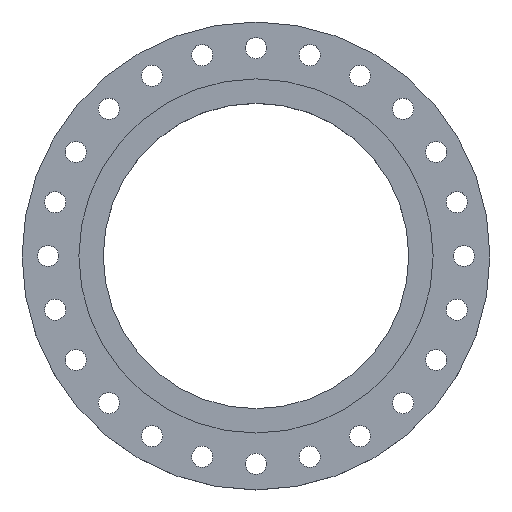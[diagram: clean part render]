
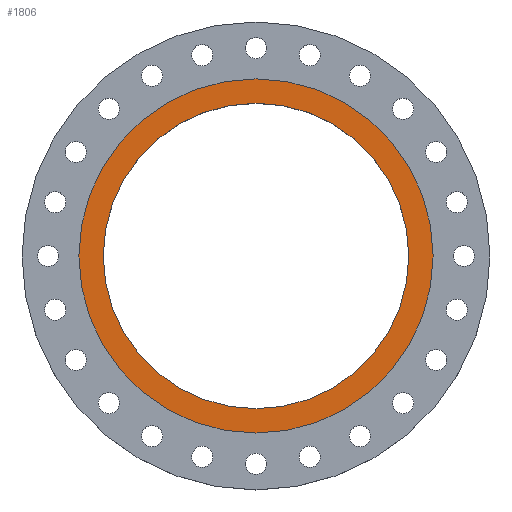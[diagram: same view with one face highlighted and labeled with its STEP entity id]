
A CAD part, top view. The second image highlights one B-rep face of the part: STEP entity #1806.
In plain terms, the highlighted planar face has unit normal (0, 0, 1).
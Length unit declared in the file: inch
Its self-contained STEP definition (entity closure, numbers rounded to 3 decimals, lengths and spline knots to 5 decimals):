
#45 = AXIS2_PLACEMENT_3D ( 'NONE', #1958, #1269, #336 ) ;
#188 = FACE_BOUND ( 'NONE', #1475, .T. ) ;
#246 = PLANE ( 'NONE',  #468 ) ;
#257 = ORIENTED_EDGE ( 'NONE', *, *, #1284, .F. ) ;
#294 = CARTESIAN_POINT ( 'NONE',  ( -13.625, 0., 0. ) ) ;
#319 = CIRCLE ( 'NONE', #1521, 11.75 ) ;
#336 = DIRECTION ( 'NONE',  ( 1., 0., 0. ) ) ;
#346 = CIRCLE ( 'NONE', #1623, 11.75 ) ;
#407 = DIRECTION ( 'NONE',  ( 0., 0., -1. ) ) ;
#468 = AXIS2_PLACEMENT_3D ( 'NONE', #2231, #407, #1809 ) ;
#540 = EDGE_CURVE ( 'NONE', #1561, #2295, #579, .T. ) ;
#579 = CIRCLE ( 'NONE', #1438, 13.625 ) ;
#593 = DIRECTION ( 'NONE',  ( 0., 0., 1. ) ) ;
#609 = DIRECTION ( 'NONE',  ( 1., 0., 0. ) ) ;
#785 = VERTEX_POINT ( 'NONE', #790 ) ;
#790 = CARTESIAN_POINT ( 'NONE',  ( -11.75, 0., 0. ) ) ;
#875 = CARTESIAN_POINT ( 'NONE',  ( 11.75, 0., 0. ) ) ;
#973 = CARTESIAN_POINT ( 'NONE',  ( 0., 0., 0. ) ) ;
#1078 = EDGE_LOOP ( 'NONE', ( #1893, #2049 ) ) ;
#1144 = CIRCLE ( 'NONE', #45, 13.625 ) ;
#1178 = DIRECTION ( 'NONE',  ( 0., 0., 1. ) ) ;
#1179 = VERTEX_POINT ( 'NONE', #875 ) ;
#1269 = DIRECTION ( 'NONE',  ( 0., 0., 1. ) ) ;
#1284 = EDGE_CURVE ( 'NONE', #1179, #785, #346, .T. ) ;
#1351 = CARTESIAN_POINT ( 'NONE',  ( 0., 0., 0. ) ) ;
#1438 = AXIS2_PLACEMENT_3D ( 'NONE', #2081, #1178, #1900 ) ;
#1475 = EDGE_LOOP ( 'NONE', ( #257, #2201 ) ) ;
#1521 = AXIS2_PLACEMENT_3D ( 'NONE', #1351, #1697, #609 ) ;
#1541 = EDGE_CURVE ( 'NONE', #2295, #1561, #1144, .T. ) ;
#1561 = VERTEX_POINT ( 'NONE', #2116 ) ;
#1623 = AXIS2_PLACEMENT_3D ( 'NONE', #973, #593, #2030 ) ;
#1667 = FACE_OUTER_BOUND ( 'NONE', #1078, .T. ) ;
#1697 = DIRECTION ( 'NONE',  ( 0., 0., 1. ) ) ;
#1806 = ADVANCED_FACE ( 'NONE', ( #188, #1667 ), #246, .F. ) ;
#1809 = DIRECTION ( 'NONE',  ( -1., 0., 0. ) ) ;
#1893 = ORIENTED_EDGE ( 'NONE', *, *, #540, .T. ) ;
#1900 = DIRECTION ( 'NONE',  ( 1., 0., 0. ) ) ;
#1958 = CARTESIAN_POINT ( 'NONE',  ( 0., 0., 0. ) ) ;
#2028 = EDGE_CURVE ( 'NONE', #785, #1179, #319, .T. ) ;
#2030 = DIRECTION ( 'NONE',  ( 1., 0., 0. ) ) ;
#2049 = ORIENTED_EDGE ( 'NONE', *, *, #1541, .T. ) ;
#2081 = CARTESIAN_POINT ( 'NONE',  ( 0., 0., 0. ) ) ;
#2116 = CARTESIAN_POINT ( 'NONE',  ( 13.625, 0., 0. ) ) ;
#2201 = ORIENTED_EDGE ( 'NONE', *, *, #2028, .F. ) ;
#2231 = CARTESIAN_POINT ( 'NONE',  ( 0., 11.75, 0. ) ) ;
#2295 = VERTEX_POINT ( 'NONE', #294 ) ;
